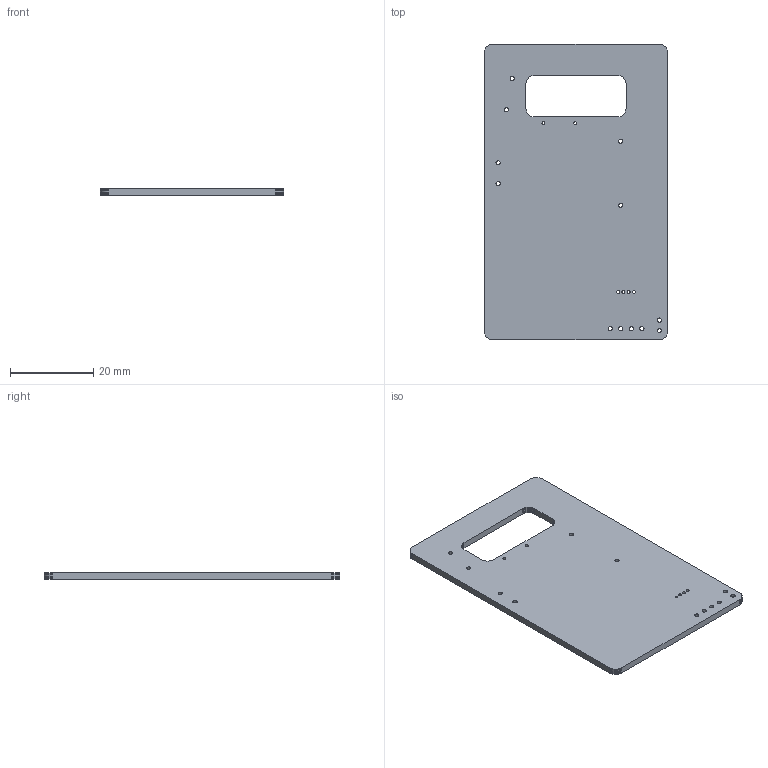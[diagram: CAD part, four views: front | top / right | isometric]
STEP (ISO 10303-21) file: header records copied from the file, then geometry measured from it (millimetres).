
FILE_DESCRIPTION(('KiCad electronic assembly'),'2;1');
FILE_NAME('esp8266-plugpack.kicad_pcb.step','2023-04-23T17:07:24',( 'Pcbnew'),('Kicad'),'Open CASCADE STEP processor 7.5', 'KiCad to STEP converter','Unknown');
FILE_SCHEMA(('AUTOMOTIVE_DESIGN { 1 0 10303 214 1 1 1 1 }'));
Length unit declared in the file: millimetre
Products named in the file (2): esp8266-plugpack.kicad_pcb 1; esp8266-plugpack PCB
Assembly tree (1 placements, depth 2):
  esp8266-plugpack.kicad_pcb 1
    esp8266-plugpack PCB
Bounding box: 44 x 71 x 1.58 mm (x, y, z)
Volume: 4538.2 mm3; surface area: 6284.9 mm2
Topology: 1 solids, 1 shells, 116 faces, 342 edges, 228 vertices
Faces by surface type: plane 98, cylinder 18
Full cylindrical faces by diameter (mm): 0.7 x6, 1 x12
Entity records: 8499 total; most frequent: CARTESIAN_POINT 1588, DIRECTION 1262, LINE 954, VECTOR 954, ORIENTED_EDGE 684, PCURVE 684, DEFINITIONAL_REPRESENTATION 684, EDGE_CURVE 342
